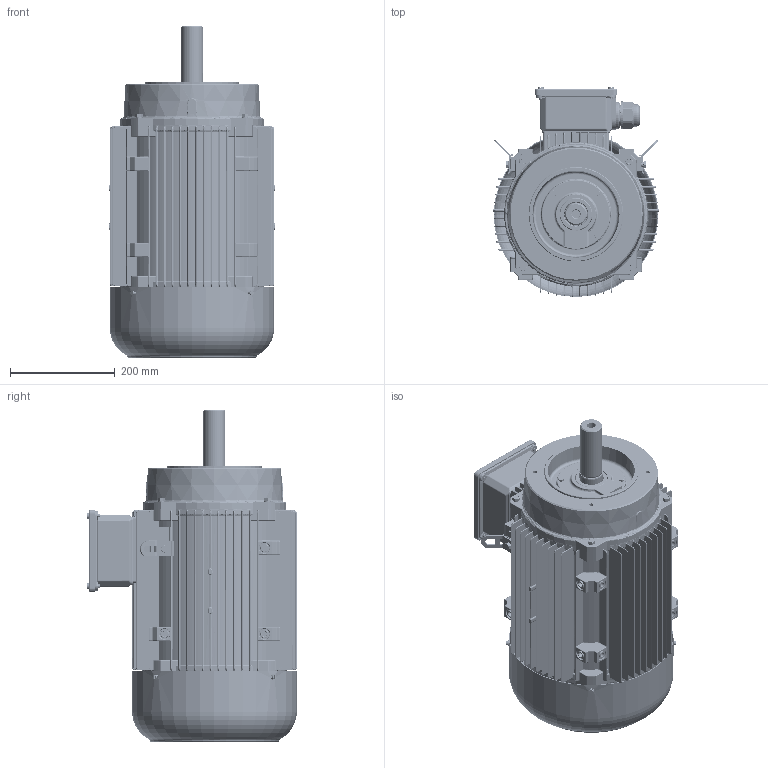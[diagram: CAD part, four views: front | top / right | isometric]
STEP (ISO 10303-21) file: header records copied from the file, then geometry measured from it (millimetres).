
FILE_DESCRIPTION(/* description */ (''),/* implementation_level */ '2;1');
FILE_NAME(/* name */ 'JL3-160L-B14A.stp',/* time_stamp */ '2017-12-05T13:54:30+08:00',/* author */ (''),/* organization */ (''),/* preprocessor_version */ 'ST-DEVELOPER v16',/* originating_system */ 'SIEMENS PLM Software NX 10.0',/* authorisation */ '');
FILE_SCHEMA (('AUTOMOTIVE_DESIGN { 1 0 10303 214 3 1 1 1 }'));
Products named in the file (1): JL3-160L-B14A
Bounding box: 316 x 399.7 x 633 mm (x, y, z)
Volume: 7487109.1 mm3; surface area: 2624135.1 mm2
Topology: 61 solids, 61 shells, 8129 faces, 21058 edges, 13301 vertices
Faces by surface type: plane 3764, cylinder 1971, bspline 1156, torus 738, cone 260, sphere 240
Full cylindrical faces by diameter (mm): 4.48 x5, 5 x7, 5.3 x5, 5.35 x4, 6 x4, 7.188 x8, 8 x11, 8.58 x2, 9.1 x8, 10 x9, 12.1 x2, 14.785 x2, 16 x1, 18 x2, 27.5 x1, 32.5 x3, 37.5 x5, 38.2 x1, 38.75 x6, 40 x7, 41.25 x6, 43.125 x1, 45 x1, 52 x1, 53.125 x1, 62 x1, 65 x1, 66 x1, 100.01 x1, 132 x1
Entity records: 302740 total; most frequent: CARTESIAN_POINT 114708, ORIENTED_EDGE 41416, DIRECTION 34502, EDGE_CURVE 20708, VERTEX_POINT 13177, LINE 11544, VECTOR 11544, AXIS2_PLACEMENT_3D 11479
